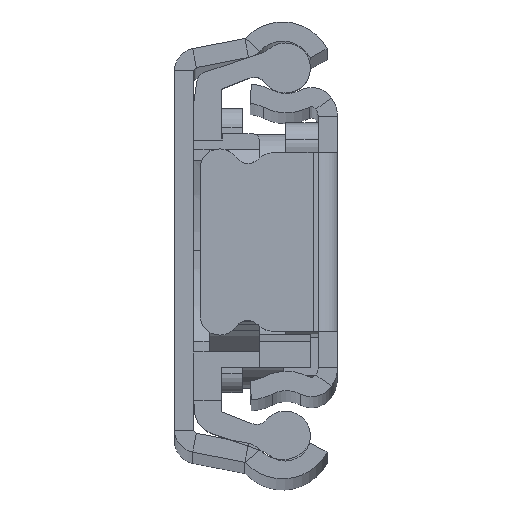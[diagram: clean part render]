
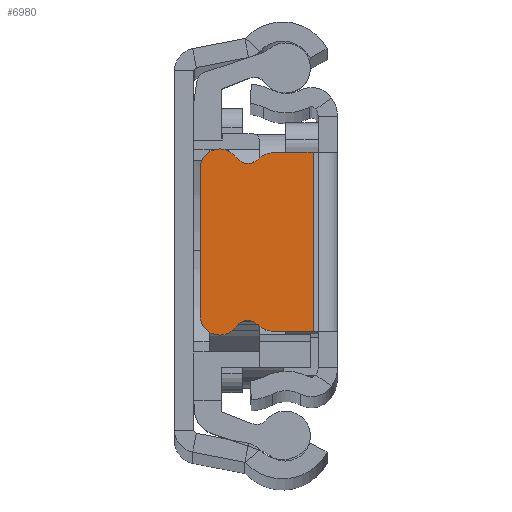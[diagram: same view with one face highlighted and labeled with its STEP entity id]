
A CAD part, top view. The second image highlights one B-rep face of the part: STEP entity #6980.
In plain terms, the highlighted planar face has unit normal (0, 0, 1).
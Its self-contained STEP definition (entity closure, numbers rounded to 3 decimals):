
#3 = DIRECTION ( 'NONE',  ( -1., 0., 0. ) ) ;
#127 = CIRCLE ( 'NONE', #3238, 1.5 ) ;
#292 = LINE ( 'NONE', #14096, #5619 ) ;
#434 = ORIENTED_EDGE ( 'NONE', *, *, #15800, .T. ) ;
#589 = DIRECTION ( 'NONE',  ( 0., 0., -1. ) ) ;
#627 = EDGE_CURVE ( 'NONE', #9208, #13221, #15651, .T. ) ;
#632 = VECTOR ( 'NONE', #6733, 1000. ) ;
#660 = EDGE_CURVE ( 'NONE', #11926, #11376, #8110, .T. ) ;
#1395 = EDGE_CURVE ( 'NONE', #15046, #9523, #15423, .T. ) ;
#1465 = CARTESIAN_POINT ( 'NONE',  ( -9.2, -7.25, 0. ) ) ;
#1507 = CARTESIAN_POINT ( 'NONE',  ( -1.9, 6.95, 0. ) ) ;
#1805 = CARTESIAN_POINT ( 'NONE',  ( -7.9, 6.593, 0. ) ) ;
#1820 = EDGE_CURVE ( 'NONE', #15226, #13265, #9863, .T. ) ;
#2148 = CARTESIAN_POINT ( 'NONE',  ( -6.181, -6.467, 0. ) ) ;
#2167 = EDGE_CURVE ( 'NONE', #11535, #11926, #15693, .T. ) ;
#2404 = EDGE_CURVE ( 'NONE', #14850, #15046, #7849, .T. ) ;
#2541 = DIRECTION ( 'NONE',  ( 0., 0., 1. ) ) ;
#2610 = EDGE_CURVE ( 'NONE', #12111, #14850, #11091, .T. ) ;
#2761 = CARTESIAN_POINT ( 'NONE',  ( -5.078, 5.45, 0. ) ) ;
#2802 = EDGE_CURVE ( 'NONE', #14848, #14100, #6653, .T. ) ;
#2916 = ORIENTED_EDGE ( 'NONE', *, *, #11083, .T. ) ;
#3079 = DIRECTION ( 'NONE',  ( 0., -1., 0. ) ) ;
#3238 = AXIS2_PLACEMENT_3D ( 'NONE', #9662, #3667, #3756 ) ;
#3313 = EDGE_CURVE ( 'NONE', #13221, #16009, #127, .T. ) ;
#3349 = AXIS2_PLACEMENT_3D ( 'NONE', #5437, #9367, #10431 ) ;
#3378 = AXIS2_PLACEMENT_3D ( 'NONE', #4149, #11693, #3079 ) ;
#3402 = ORIENTED_EDGE ( 'NONE', *, *, #1395, .T. ) ;
#3431 = CARTESIAN_POINT ( 'NONE',  ( 0., 7.25, 0. ) ) ;
#3502 = CARTESIAN_POINT ( 'NONE',  ( 1.206, 6.95, 0. ) ) ;
#3583 = CARTESIAN_POINT ( 'NONE',  ( -6.99, 7.212, 0. ) ) ;
#3615 = DIRECTION ( 'NONE',  ( 0., 0., 1. ) ) ;
#3652 = CARTESIAN_POINT ( 'NONE',  ( -10.7, -5.75, 0. ) ) ;
#3667 = DIRECTION ( 'NONE',  ( 0., 0., 1. ) ) ;
#3756 = DIRECTION ( 'NONE',  ( 0., 1., 0. ) ) ;
#3843 = VECTOR ( 'NONE', #5067, 1000. ) ;
#4149 = CARTESIAN_POINT ( 'NONE',  ( -6.99, 7.212, 0. ) ) ;
#4173 = FACE_OUTER_BOUND ( 'NONE', #10793, .T. ) ;
#4744 = DIRECTION ( 'NONE',  ( 0., -1., 0. ) ) ;
#4916 = DIRECTION ( 'NONE',  ( 0., 1., 0. ) ) ;
#5067 = DIRECTION ( 'NONE',  ( 0., -1., 0. ) ) ;
#5131 = EDGE_CURVE ( 'NONE', #9523, #15226, #15804, .T. ) ;
#5437 = CARTESIAN_POINT ( 'NONE',  ( -5.078, -5.45, 0. ) ) ;
#5544 = ORIENTED_EDGE ( 'NONE', *, *, #2802, .T. ) ;
#5581 = DIRECTION ( 'NONE',  ( -1., 0., 0. ) ) ;
#5619 = VECTOR ( 'NONE', #12789, 1000. ) ;
#5783 = ORIENTED_EDGE ( 'NONE', *, *, #1820, .T. ) ;
#5792 = CARTESIAN_POINT ( 'NONE',  ( -6.181, 6.467, 0. ) ) ;
#6313 = ORIENTED_EDGE ( 'NONE', *, *, #3313, .T. ) ;
#6653 = LINE ( 'NONE', #11654, #632 ) ;
#6733 = DIRECTION ( 'NONE',  ( 1., 0., 0. ) ) ;
#6795 = CARTESIAN_POINT ( 'NONE',  ( 0., 0., 0. ) ) ;
#6895 = AXIS2_PLACEMENT_3D ( 'NONE', #8634, #12623, #11098 ) ;
#6980 = ADVANCED_FACE ( 'NONE', ( #4173 ), #14235, .F. ) ;
#6987 = CARTESIAN_POINT ( 'NONE',  ( -5.078, 6.95, 0. ) ) ;
#7082 = ORIENTED_EDGE ( 'NONE', *, *, #627, .T. ) ;
#7154 = CARTESIAN_POINT ( 'NONE',  ( -1.9, -6.95, 0. ) ) ;
#7301 = ORIENTED_EDGE ( 'NONE', *, *, #9307, .T. ) ;
#7388 = CARTESIAN_POINT ( 'NONE',  ( -9.14, -5.75, 0. ) ) ;
#7521 = CARTESIAN_POINT ( 'NONE',  ( -9.14, -7.25, 0. ) ) ;
#7849 = LINE ( 'NONE', #12824, #3843 ) ;
#8101 = CIRCLE ( 'NONE', #8627, 1.1 ) ;
#8110 = CIRCLE ( 'NONE', #8623, 1.5 ) ;
#8118 = CARTESIAN_POINT ( 'NONE',  ( -7.9, -6.593, 0. ) ) ;
#8623 = AXIS2_PLACEMENT_3D ( 'NONE', #2761, #15184, #10229 ) ;
#8627 = AXIS2_PLACEMENT_3D ( 'NONE', #15032, #12357, #4744 ) ;
#8634 = CARTESIAN_POINT ( 'NONE',  ( -9.2, 5.75, 0. ) ) ;
#8648 = ORIENTED_EDGE ( 'NONE', *, *, #13910, .F. ) ;
#8791 = CARTESIAN_POINT ( 'NONE',  ( -9.2, -5.75, 0. ) ) ;
#8809 = AXIS2_PLACEMENT_3D ( 'NONE', #7388, #2541, #4916 ) ;
#9208 = VERTEX_POINT ( 'NONE', #10429 ) ;
#9307 = EDGE_CURVE ( 'NONE', #11376, #9208, #13025, .T. ) ;
#9365 = DIRECTION ( 'NONE',  ( 0., -1., 0. ) ) ;
#9367 = DIRECTION ( 'NONE',  ( 0., 0., 1. ) ) ;
#9439 = DIRECTION ( 'NONE',  ( -1., 0., 0. ) ) ;
#9447 = DIRECTION ( 'NONE',  ( 0., 0., -1. ) ) ;
#9496 = CARTESIAN_POINT ( 'NONE',  ( -10.7, 5.75, 0. ) ) ;
#9523 = VERTEX_POINT ( 'NONE', #1465 ) ;
#9576 = VECTOR ( 'NONE', #9439, 1000. ) ;
#9662 = CARTESIAN_POINT ( 'NONE',  ( -9.14, 5.75, 0. ) ) ;
#9863 = CIRCLE ( 'NONE', #8809, 1.5 ) ;
#10060 = ORIENTED_EDGE ( 'NONE', *, *, #2404, .T. ) ;
#10125 = ORIENTED_EDGE ( 'NONE', *, *, #660, .T. ) ;
#10159 = CARTESIAN_POINT ( 'NONE',  ( -9.14, 7.25, 0. ) ) ;
#10184 = CARTESIAN_POINT ( 'NONE',  ( 0., -7.25, 0. ) ) ;
#10229 = DIRECTION ( 'NONE',  ( 0., 1., 0. ) ) ;
#10289 = ORIENTED_EDGE ( 'NONE', *, *, #2610, .T. ) ;
#10429 = CARTESIAN_POINT ( 'NONE',  ( -6.99, 6.112, 0. ) ) ;
#10431 = DIRECTION ( 'NONE',  ( 0., 1., 0. ) ) ;
#10467 = EDGE_CURVE ( 'NONE', #13988, #14848, #14071, .T. ) ;
#10793 = EDGE_LOOP ( 'NONE', ( #5544, #8648, #14999, #10125, #7301, #7082, #6313, #434, #10289, #10060, #3402, #12878, #5783, #2916, #12059 ) ) ;
#10807 = AXIS2_PLACEMENT_3D ( 'NONE', #6795, #589, #5581 ) ;
#10902 = LINE ( 'NONE', #3431, #9576 ) ;
#11083 = EDGE_CURVE ( 'NONE', #13265, #13988, #8101, .T. ) ;
#11091 = CIRCLE ( 'NONE', #6895, 1.5 ) ;
#11098 = DIRECTION ( 'NONE',  ( -1., 0., 0. ) ) ;
#11376 = VERTEX_POINT ( 'NONE', #5792 ) ;
#11535 = VERTEX_POINT ( 'NONE', #1507 ) ;
#11566 = CARTESIAN_POINT ( 'NONE',  ( -9.2, 7.25, 0. ) ) ;
#11654 = CARTESIAN_POINT ( 'NONE',  ( 0., -6.95, 0. ) ) ;
#11693 = DIRECTION ( 'NONE',  ( 0., 0., -1. ) ) ;
#11926 = VERTEX_POINT ( 'NONE', #6987 ) ;
#12059 = ORIENTED_EDGE ( 'NONE', *, *, #10467, .T. ) ;
#12111 = VERTEX_POINT ( 'NONE', #11566 ) ;
#12117 = VECTOR ( 'NONE', #15063, 1000. ) ;
#12224 = DIRECTION ( 'NONE',  ( -1., 0., 0. ) ) ;
#12357 = DIRECTION ( 'NONE',  ( 0., 0., -1. ) ) ;
#12623 = DIRECTION ( 'NONE',  ( 0., 0., 1. ) ) ;
#12789 = DIRECTION ( 'NONE',  ( 0., -1., 0. ) ) ;
#12824 = CARTESIAN_POINT ( 'NONE',  ( -10.7, 0., 0. ) ) ;
#12878 = ORIENTED_EDGE ( 'NONE', *, *, #5131, .T. ) ;
#13025 = CIRCLE ( 'NONE', #13288, 1.1 ) ;
#13221 = VERTEX_POINT ( 'NONE', #1805 ) ;
#13265 = VERTEX_POINT ( 'NONE', #8118 ) ;
#13288 = AXIS2_PLACEMENT_3D ( 'NONE', #3583, #9447, #9365 ) ;
#13309 = CARTESIAN_POINT ( 'NONE',  ( -5.078, -6.95, 0. ) ) ;
#13910 = EDGE_CURVE ( 'NONE', #11535, #14100, #292, .T. ) ;
#13988 = VERTEX_POINT ( 'NONE', #2148 ) ;
#14071 = CIRCLE ( 'NONE', #3349, 1.5 ) ;
#14096 = CARTESIAN_POINT ( 'NONE',  ( -1.9, -7.25, 0. ) ) ;
#14100 = VERTEX_POINT ( 'NONE', #7154 ) ;
#14235 = PLANE ( 'NONE',  #10807 ) ;
#14848 = VERTEX_POINT ( 'NONE', #13309 ) ;
#14850 = VERTEX_POINT ( 'NONE', #9496 ) ;
#14999 = ORIENTED_EDGE ( 'NONE', *, *, #2167, .T. ) ;
#15032 = CARTESIAN_POINT ( 'NONE',  ( -6.99, -7.212, 0. ) ) ;
#15046 = VERTEX_POINT ( 'NONE', #3652 ) ;
#15055 = VECTOR ( 'NONE', #3, 1000. ) ;
#15063 = DIRECTION ( 'NONE',  ( 1., 0., 0. ) ) ;
#15184 = DIRECTION ( 'NONE',  ( 0., 0., 1. ) ) ;
#15226 = VERTEX_POINT ( 'NONE', #7521 ) ;
#15423 = CIRCLE ( 'NONE', #15687, 1.5 ) ;
#15651 = CIRCLE ( 'NONE', #3378, 1.1 ) ;
#15687 = AXIS2_PLACEMENT_3D ( 'NONE', #8791, #3615, #12224 ) ;
#15693 = LINE ( 'NONE', #3502, #15055 ) ;
#15800 = EDGE_CURVE ( 'NONE', #16009, #12111, #10902, .T. ) ;
#15804 = LINE ( 'NONE', #10184, #12117 ) ;
#16009 = VERTEX_POINT ( 'NONE', #10159 ) ;
